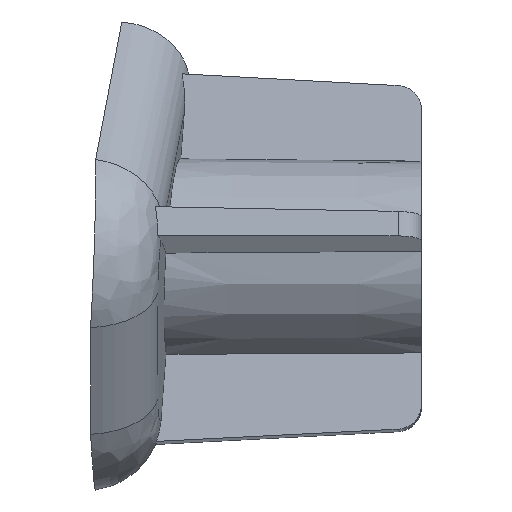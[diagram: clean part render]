
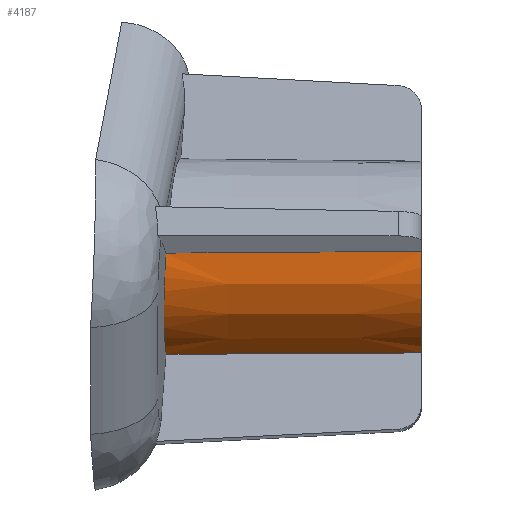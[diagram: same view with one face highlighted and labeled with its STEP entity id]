
A CAD part, left-side view. The second image highlights one B-rep face of the part: STEP entity #4187.
In plain terms, the highlighted conical face has half-angle 0.5 degrees and reference radius 4 mm.
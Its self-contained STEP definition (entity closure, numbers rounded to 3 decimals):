
#4187 = ADVANCED_FACE('',(#4188),#4203,.T.);
#4188 = FACE_BOUND('',#4189,.T.);
#4189 = EDGE_LOOP('',(#4190,#4213,#4232,#4249));
#4190 = ORIENTED_EDGE('',*,*,#4191,.F.);
#4191 = EDGE_CURVE('',#4192,#4194,#4196,.T.);
#4192 = VERTEX_POINT('',#4193);
#4193 = CARTESIAN_POINT('',(1835.619,-726.357,
    1158.34));
#4194 = VERTEX_POINT('',#4195);
#4195 = CARTESIAN_POINT('',(1832.956,-726.355,
    1162.44));
#4196 = SURFACE_CURVE('',#4197,(#4202),.PCURVE_S1.);
#4197 = ELLIPSE('',#4198,4.11,4.087);
#4198 = AXIS2_PLACEMENT_3D('',#4199,#4200,#4201);
#4199 = CARTESIAN_POINT('',(1837.035,-726.7,
    1162.174));
#4200 = DIRECTION('',(0.088,0.995,
    0.057));
#4201 = DIRECTION('',(-0.837,0.105,-0.538));
#4202 = PCURVE('',#4203,#4208);
#4203 = CONICAL_SURFACE('',#4204,4.,0.009);
#4204 = AXIS2_PLACEMENT_3D('',#4205,#4206,#4207);
#4205 = CARTESIAN_POINT('',(1837.038,-736.7,1162.176
    ));
#4206 = DIRECTION('',(0.,1.,0.));
#4207 = DIRECTION('',(-0.208,0.,-0.978));
#4208 = DEFINITIONAL_REPRESENTATION('',(#4209),#4212);
#4209 = B_SPLINE_CURVE_WITH_KNOTS('',1,(#4210,#4211),.UNSPECIFIED.,.F.,
  .F.,(2,2),(5.637,6.92),.PIECEWISE_BEZIER_KNOTS.);
#4210 = CARTESIAN_POINT('',(0.145,10.343));
#4211 = CARTESIAN_POINT('',(1.426,10.345));
#4212 = ( GEOMETRIC_REPRESENTATION_CONTEXT(2) 
PARAMETRIC_REPRESENTATION_CONTEXT() REPRESENTATION_CONTEXT('2D SPACE',''
  ) );
#4213 = ORIENTED_EDGE('',*,*,#4214,.F.);
#4214 = EDGE_CURVE('',#4215,#4192,#4217,.T.);
#4215 = VERTEX_POINT('',#4216);
#4216 = CARTESIAN_POINT('',(1835.724,-736.7,1158.398
    ));
#4217 = SURFACE_CURVE('',#4218,(#4226),.PCURVE_S1.);
#4218 = B_SPLINE_CURVE_WITH_KNOTS('',3,(#4219,#4220,#4221,#4222,#4223,
    #4224,#4225),.UNSPECIFIED.,.F.,.F.,(4,3,4),(0.,0.767,1.),
  .UNSPECIFIED.);
#4219 = CARTESIAN_POINT('',(1835.724,-736.7,1158.398
    ));
#4220 = CARTESIAN_POINT('',(1835.697,-734.057,
    1158.383));
#4221 = CARTESIAN_POINT('',(1835.67,-731.413,
    1158.368));
#4222 = CARTESIAN_POINT('',(1835.643,-728.77,
    1158.353));
#4223 = CARTESIAN_POINT('',(1835.635,-727.965,
    1158.349));
#4224 = CARTESIAN_POINT('',(1835.627,-727.161,
    1158.344));
#4225 = CARTESIAN_POINT('',(1835.619,-726.357,
    1158.34));
#4226 = PCURVE('',#4203,#4227);
#4227 = DEFINITIONAL_REPRESENTATION('',(#4228),#4231);
#4228 = B_SPLINE_CURVE_WITH_KNOTS('',1,(#4229,#4230),.UNSPECIFIED.,.F.,
  .F.,(2,2),(0.,1.),.PIECEWISE_BEZIER_KNOTS.);
#4229 = CARTESIAN_POINT('',(0.125,0.));
#4230 = CARTESIAN_POINT('',(0.145,10.343));
#4231 = ( GEOMETRIC_REPRESENTATION_CONTEXT(2) 
PARAMETRIC_REPRESENTATION_CONTEXT() REPRESENTATION_CONTEXT('2D SPACE',''
  ) );
#4232 = ORIENTED_EDGE('',*,*,#4233,.T.);
#4233 = EDGE_CURVE('',#4215,#4234,#4236,.T.);
#4234 = VERTEX_POINT('',#4235);
#4235 = CARTESIAN_POINT('',(1833.052,-736.7,1162.512
    ));
#4236 = SURFACE_CURVE('',#4237,(#4242),.PCURVE_S1.);
#4237 = CIRCLE('',#4238,4.);
#4238 = AXIS2_PLACEMENT_3D('',#4239,#4240,#4241);
#4239 = CARTESIAN_POINT('',(1837.038,-736.7,1162.176
    ));
#4240 = DIRECTION('',(0.,1.,0.));
#4241 = DIRECTION('',(-0.208,0.,-0.978));
#4242 = PCURVE('',#4203,#4243);
#4243 = DEFINITIONAL_REPRESENTATION('',(#4244),#4248);
#4244 = LINE('',#4245,#4246);
#4245 = CARTESIAN_POINT('',(0.,0.));
#4246 = VECTOR('',#4247,1.);
#4247 = DIRECTION('',(1.,0.));
#4248 = ( GEOMETRIC_REPRESENTATION_CONTEXT(2) 
PARAMETRIC_REPRESENTATION_CONTEXT() REPRESENTATION_CONTEXT('2D SPACE',''
  ) );
#4249 = ORIENTED_EDGE('',*,*,#4250,.F.);
#4250 = EDGE_CURVE('',#4194,#4234,#4251,.T.);
#4251 = SURFACE_CURVE('',#4252,(#4257),.PCURVE_S1.);
#4252 = B_SPLINE_CURVE_WITH_KNOTS('',3,(#4253,#4254,#4255,#4256),
  .UNSPECIFIED.,.F.,.F.,(4,4),(0.,1.),.PIECEWISE_BEZIER_KNOTS.);
#4253 = CARTESIAN_POINT('',(1832.956,-726.355,
    1162.44));
#4254 = CARTESIAN_POINT('',(1832.988,-729.803,
    1162.464));
#4255 = CARTESIAN_POINT('',(1833.02,-733.252,
    1162.488));
#4256 = CARTESIAN_POINT('',(1833.052,-736.7,1162.512
    ));
#4257 = PCURVE('',#4203,#4258);
#4258 = DEFINITIONAL_REPRESENTATION('',(#4259),#4262);
#4259 = B_SPLINE_CURVE_WITH_KNOTS('',1,(#4260,#4261),.UNSPECIFIED.,.F.,
  .F.,(2,2),(0.,1.),.PIECEWISE_BEZIER_KNOTS.);
#4260 = CARTESIAN_POINT('',(1.426,10.345));
#4261 = CARTESIAN_POINT('',(1.445,0.));
#4262 = ( GEOMETRIC_REPRESENTATION_CONTEXT(2) 
PARAMETRIC_REPRESENTATION_CONTEXT() REPRESENTATION_CONTEXT('2D SPACE',''
  ) );
